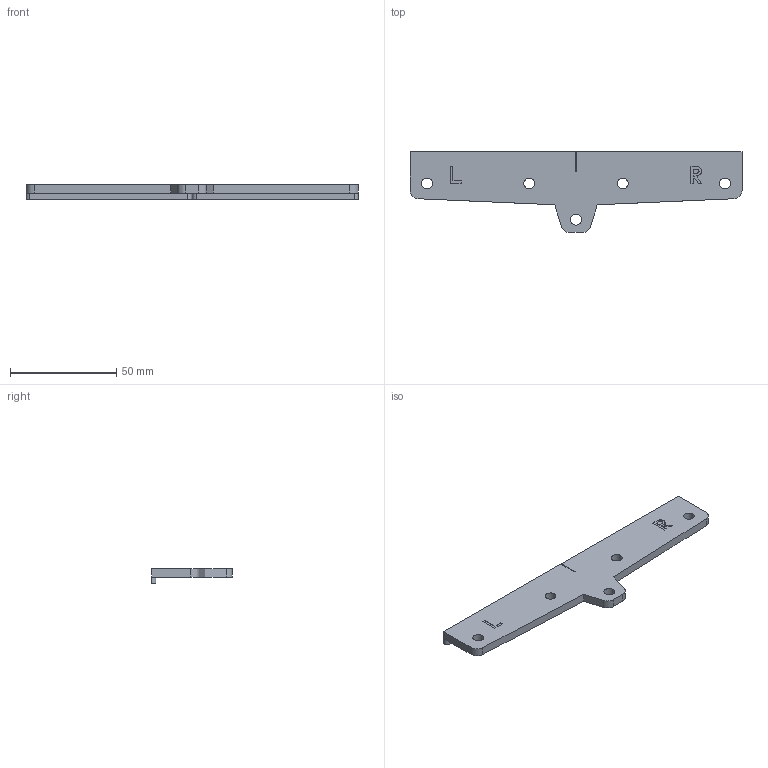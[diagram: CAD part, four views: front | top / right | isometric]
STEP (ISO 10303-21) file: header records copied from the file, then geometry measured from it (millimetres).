
FILE_DESCRIPTION(('FreeCAD Model'),'2;1');
FILE_NAME('Open CASCADE Shape Model','2025-10-30T11:23:29',( 'Benjamin W.'),('Chronic Mechatronic'), 'Open CASCADE STEP processor 7.8','FreeCAD','Unknown');
FILE_SCHEMA(('AUTOMOTIVE_DESIGN { 1 0 10303 214 1 1 1 1 }'));
Length unit declared in the file: millimetre
Products named in the file (1): rear drill guide
Bounding box: 156 x 38 x 7 mm (x, y, z)
Volume: 16072.4 mm3; surface area: 10415 mm2
Topology: 1 solids, 1 shells, 52 faces, 145 edges, 98 vertices
Faces by surface type: plane 36, cylinder 16
Full cylindrical faces by diameter (mm): 5.1 x5
Entity records: 1715 total; most frequent: CARTESIAN_POINT 296, ORIENTED_EDGE 290, DIRECTION 283, EDGE_CURVE 145, LINE 113, VECTOR 113, VERTEX_POINT 98, AXIS2_PLACEMENT_3D 85
